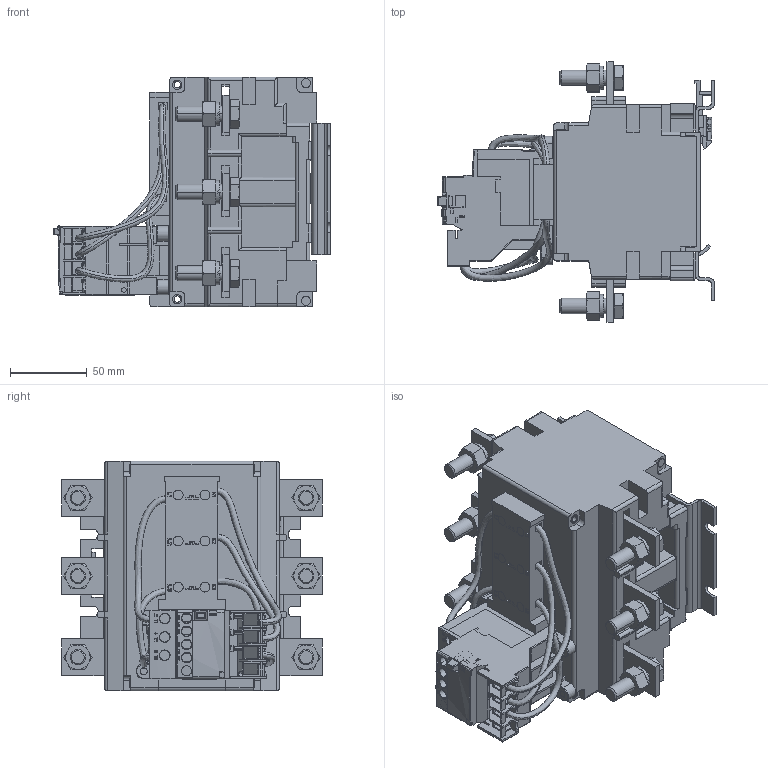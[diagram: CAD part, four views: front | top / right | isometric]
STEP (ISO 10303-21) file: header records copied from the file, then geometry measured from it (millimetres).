
FILE_DESCRIPTION((''),'2;1');
FILE_NAME('CDR9I-630_SW0001','2025-10-14T',('qiang01.yu'),(''),'PRO/ENGINEER BY PARAMETRIC TECHNOLOGY CORPORATION, 2015440','PRO/ENGINEER BY PARAMETRIC TECHNOLOGY CORPORATION, 2015440','');
FILE_SCHEMA(('CONFIG_CONTROL_DESIGN'));
Products named in the file (1): CDR9I-630_SW0001
Bounding box: 180.8 x 170 x 150 mm (x, y, z)
Volume: 1340378.9 mm3; surface area: 341089 mm2
Topology: 3 solids, 9 shells, 5838 faces, 16694 edges, 10895 vertices
Faces by surface type: plane 4704, cylinder 718, extrusion 145, cone 144, bspline 44, torus 42, sphere 41
Entity records: 199543 total; most frequent: CARTESIAN_POINT 49419, ORIENTED_EDGE 33302, DIRECTION 27927, EDGE_CURVE 16651, VECTOR 13135, LINE 12990, VERTEX_POINT 10895, AXIS2_PLACEMENT_3D 7396
